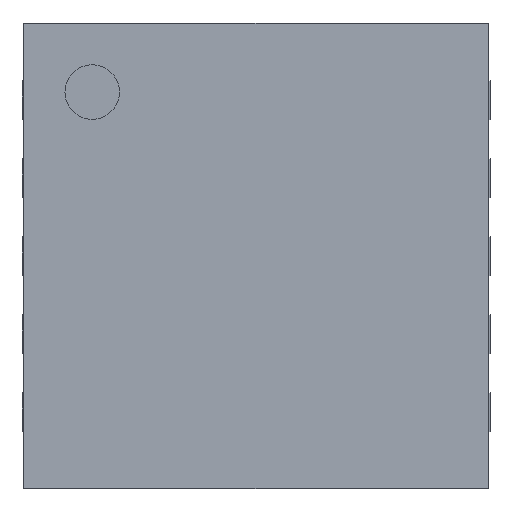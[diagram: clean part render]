
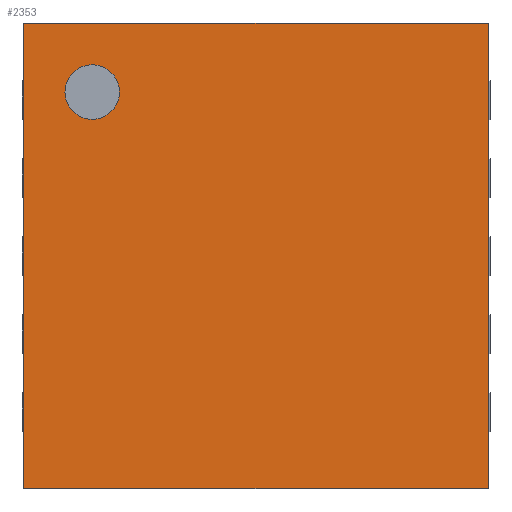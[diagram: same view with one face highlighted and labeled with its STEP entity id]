
A CAD part, top view. The second image highlights one B-rep face of the part: STEP entity #2353.
In plain terms, the highlighted planar face has unit normal (0, 0, 1).
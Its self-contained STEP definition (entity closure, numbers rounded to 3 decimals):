
#13=DIRECTION('',(0.,0.,1.));
#28=VECTOR('',#29,1.);
#29=DIRECTION('',(0.,-1.,0.));
#33=DIRECTION('',(1.,0.,0.));
#34=DEFINITIONAL_REPRESENTATION('',(#35),#39);
#35=LINE('',#36,#37);
#36=CARTESIAN_POINT('',(0.,0.));
#37=VECTOR('',#38,1.);
#38=DIRECTION('',(1.,0.));
#39=( GEOMETRIC_REPRESENTATION_CONTEXT(2) PARAMETRIC_REPRESENTATION_CONTEXT() REPRESENTATION_CONTEXT('2D SPACE','') );
#57=VECTOR('',#58,1.);
#58=DIRECTION('',(0.,-1.));
#86=CARTESIAN_POINT('',(-1.49,1.49,0.02));
#112=VECTOR('',#33,1.);
#117=VECTOR('',#118,1.);
#118=DIRECTION('',(0.,1.));
#200=CARTESIAN_POINT('',(1.49,1.49,0.02));
#206=DEFINITIONAL_REPRESENTATION('',(#207),#39);
#207=LINE('',#208,#37);
#208=CARTESIAN_POINT('',(0.,2.98));
#210=PLANE('',#211);
#211=AXIS2_PLACEMENT_3D('',#200,#33,#13);
#212=DEFINITIONAL_REPRESENTATION('',(#213),#39);
#213=LINE('',#36,#117);
#221=PLANE('',#222);
#222=AXIS2_PLACEMENT_3D('',#86,#29,#13);
#231=PLANE('',#232);
#232=AXIS2_PLACEMENT_3D('',#86,#33,#13);
#264=DIRECTION('',(-0.,0.,-1.));
#278=DIRECTION('',(0.,0.,-1.));
#282=VECTOR('',#283,1.);
#283=DIRECTION('',(1.,-0.));
#536=CARTESIAN_POINT('',(-1.49,-1.49,0.02));
#544=DEFINITIONAL_REPRESENTATION('',(#545),#39);
#545=LINE('',#546,#117);
#546=CARTESIAN_POINT('',(2.98,0.));
#548=PLANE('',#549);
#549=AXIS2_PLACEMENT_3D('',#536,#29,#13);
#942=VERTEX_POINT('',#943);
#943=CARTESIAN_POINT('',(1.49,1.49,1.02));
#952=EDGE_CURVE('',#942,#953,#955,.T.);
#953=VERTEX_POINT('',#954);
#954=CARTESIAN_POINT('',(1.49,-1.49,1.02));
#955=SURFACE_CURVE('',#956,(#957,#961),.PCURVE_S1.);
#956=LINE('',#943,#28);
#957=PCURVE('',#210,#958);
#958=DEFINITIONAL_REPRESENTATION('',(#959),#39);
#959=LINE('',#960,#117);
#960=CARTESIAN_POINT('',(1.,0.));
#961=PCURVE('',#962,#206);
#962=PLANE('',#963);
#963=AXIS2_PLACEMENT_3D('',#964,#13,#29);
#964=CARTESIAN_POINT('',(-1.49,1.49,1.02));
#1655=VERTEX_POINT('',#1656);
#1656=CARTESIAN_POINT('',(-1.49,-1.49,1.02));
#1663=EDGE_CURVE('',#1655,#953,#1664,.T.);
#1664=SURFACE_CURVE('',#1665,(#1666,#1669),.PCURVE_S1.);
#1665=LINE('',#1656,#112);
#1666=PCURVE('',#548,#1667);
#1667=DEFINITIONAL_REPRESENTATION('',(#1668),#39);
#1668=LINE('',#960,#57);
#1669=PCURVE('',#962,#544);
#1676=VERTEX_POINT('',#964);
#1681=ORIENTED_EDGE('',*,*,#1682,.T.);
#1682=EDGE_CURVE('',#1676,#1655,#1683,.T.);
#1683=SURFACE_CURVE('',#1684,(#1685,#1686),.PCURVE_S1.);
#1684=LINE('',#964,#28);
#1685=PCURVE('',#231,#958);
#1686=PCURVE('',#962,#34);
#2293=ORIENTED_EDGE('',*,*,#2294,.F.);
#2294=EDGE_CURVE('',#1676,#942,#2295,.T.);
#2295=SURFACE_CURVE('',#2296,(#2297,#2298),.PCURVE_S1.);
#2296=LINE('',#964,#112);
#2297=PCURVE('',#221,#1667);
#2298=PCURVE('',#962,#212);
#2353=ADVANCED_FACE('',(#2354,#2358),#962,.T.);
#2354=FACE_BOUND('',#2355,.T.);
#2355=EDGE_LOOP('',(#2293,#1681,#2356,#2357));
#2356=ORIENTED_EDGE('',*,*,#1663,.T.);
#2357=ORIENTED_EDGE('',*,*,#952,.F.);
#2358=FACE_BOUND('',#2359,.T.);
#2359=EDGE_LOOP('',(#2360));
#2360=ORIENTED_EDGE('',*,*,#2361,.T.);
#2361=EDGE_CURVE('',#2362,#2362,#2364,.T.);
#2362=VERTEX_POINT('',#2363);
#2363=CARTESIAN_POINT('',(-1.05,0.875,1.02));
#2364=SURFACE_CURVE('',#2365,(#2368,#2377),.PCURVE_S1.);
#2365=CIRCLE('',#2366,0.175);
#2366=AXIS2_PLACEMENT_3D('',#2367,#264,#29);
#2367=CARTESIAN_POINT('',(-1.05,1.05,1.02));
#2368=PCURVE('',#962,#2369);
#2369=DEFINITIONAL_REPRESENTATION('',(#2370),#39);
#2370=( BOUNDED_CURVE() B_SPLINE_CURVE(2,(#2371,#2372,#2373,#2374,#2375,#2376,#2371),.UNSPECIFIED.,.T.,.F.) B_SPLINE_CURVE_WITH_KNOTS((1,2,2,2,2,1),(-2.094,0.,2.094,4.189,6.283,8.378),.UNSPECIFIED.) CURVE() GEOMETRIC_REPRESENTATION_ITEM() RATIONAL_B_SPLINE_CURVE((1.,0.5,1.,0.5,1.,0.5,1.)) REPRESENTATION_ITEM('') );
#2371=CARTESIAN_POINT('',(0.615,0.44));
#2372=CARTESIAN_POINT('',(0.615,0.137));
#2373=CARTESIAN_POINT('',(0.353,0.288));
#2374=CARTESIAN_POINT('',(0.09,0.44));
#2375=CARTESIAN_POINT('',(0.353,0.592));
#2376=CARTESIAN_POINT('',(0.615,0.743));
#2377=PCURVE('',#2378,#2381);
#2378=CYLINDRICAL_SURFACE('',#2379,0.175);
#2379=AXIS2_PLACEMENT_3D('',#2380,#278,#29);
#2380=CARTESIAN_POINT('',(-1.05,1.05,1.04));
#2381=DEFINITIONAL_REPRESENTATION('',(#2382),#39);
#2382=LINE('',#2383,#282);
#2383=CARTESIAN_POINT('',(-6.283,0.02));
